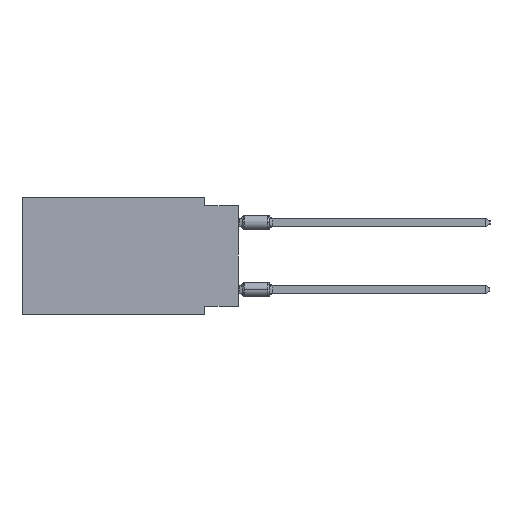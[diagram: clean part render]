
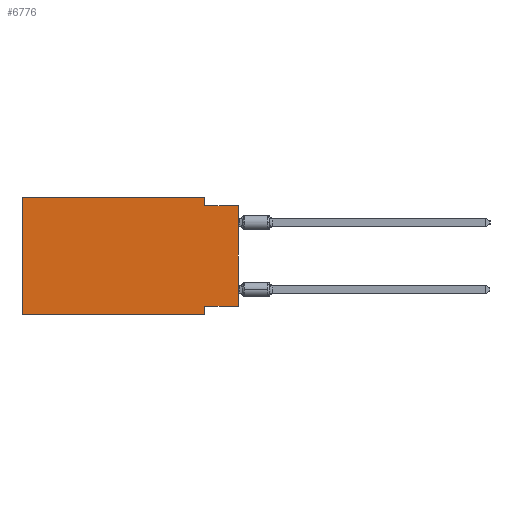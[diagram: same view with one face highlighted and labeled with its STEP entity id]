
A CAD part, left-side view. The second image highlights one B-rep face of the part: STEP entity #6776.
In plain terms, the highlighted planar face has unit normal (-1, 0, 0).
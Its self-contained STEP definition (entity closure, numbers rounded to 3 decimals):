
#1018 = VECTOR ( 'NONE', #2628, 1000. ) ;
#1226 = EDGE_CURVE ( 'NONE', #12800, #17603, #23528, .T. ) ;
#1380 = CARTESIAN_POINT ( 'NONE',  ( 0., 0., -0.635 ) ) ;
#1696 = LINE ( 'NONE', #4533, #6027 ) ;
#1863 = EDGE_CURVE ( 'NONE', #4853, #16973, #29744, .T. ) ;
#2463 = DIRECTION ( 'NONE',  ( 0., 0., 1. ) ) ;
#2628 = DIRECTION ( 'NONE',  ( 0., 0., -1. ) ) ;
#4533 = CARTESIAN_POINT ( 'NONE',  ( 0., 16.383, 0. ) ) ;
#4853 = VERTEX_POINT ( 'NONE', #32483 ) ;
#5418 = CARTESIAN_POINT ( 'NONE',  ( 0., 2.54, 0. ) ) ;
#5480 = VERTEX_POINT ( 'NONE', #17323 ) ;
#5920 = CARTESIAN_POINT ( 'NONE',  ( 0., 16.383, 0. ) ) ;
#6027 = VECTOR ( 'NONE', #12524, 1000. ) ;
#6451 = CARTESIAN_POINT ( 'NONE',  ( 0., 2.54, -8.89 ) ) ;
#6644 = DIRECTION ( 'NONE',  ( 0., 0., 1. ) ) ;
#6696 = DIRECTION ( 'NONE',  ( 0., 1., 0. ) ) ;
#6776 = ADVANCED_FACE ( 'NONE', ( #19836 ), #16478, .F. ) ;
#7591 = CARTESIAN_POINT ( 'NONE',  ( 0., 0., 0. ) ) ;
#7952 = LINE ( 'NONE', #7591, #19691 ) ;
#9844 = CARTESIAN_POINT ( 'NONE',  ( 0., 16.383, 0. ) ) ;
#11135 = DIRECTION ( 'NONE',  ( 0., 0., -1. ) ) ;
#11690 = VECTOR ( 'NONE', #17963, 1000. ) ;
#12524 = DIRECTION ( 'NONE',  ( 0., -1., 0. ) ) ;
#12620 = LINE ( 'NONE', #23633, #11690 ) ;
#12748 = LINE ( 'NONE', #21447, #1018 ) ;
#12800 = VERTEX_POINT ( 'NONE', #34742 ) ;
#14209 = EDGE_CURVE ( 'NONE', #16973, #25597, #12620, .T. ) ;
#14319 = ORIENTED_EDGE ( 'NONE', *, *, #20437, .F. ) ;
#16478 = PLANE ( 'NONE',  #26695 ) ;
#16602 = EDGE_CURVE ( 'NONE', #12800, #32948, #28143, .T. ) ;
#16973 = VERTEX_POINT ( 'NONE', #23433 ) ;
#17323 = CARTESIAN_POINT ( 'NONE',  ( 0., 0., -8.255 ) ) ;
#17566 = VECTOR ( 'NONE', #18212, 1000. ) ;
#17603 = VERTEX_POINT ( 'NONE', #6451 ) ;
#17893 = CARTESIAN_POINT ( 'NONE',  ( 0., 2.54, -8.255 ) ) ;
#17963 = DIRECTION ( 'NONE',  ( 0., -1., 0. ) ) ;
#18212 = DIRECTION ( 'NONE',  ( 0., -1., 0. ) ) ;
#18953 = ORIENTED_EDGE ( 'NONE', *, *, #1863, .F. ) ;
#19691 = VECTOR ( 'NONE', #2463, 1000. ) ;
#19836 = FACE_OUTER_BOUND ( 'NONE', #26939, .T. ) ;
#20017 = LINE ( 'NONE', #31032, #22204 ) ;
#20437 = EDGE_CURVE ( 'NONE', #32948, #4853, #1696, .T. ) ;
#20853 = CARTESIAN_POINT ( 'NONE',  ( 0., 16.383, -8.89 ) ) ;
#20854 = ORIENTED_EDGE ( 'NONE', *, *, #32145, .F. ) ;
#21447 = CARTESIAN_POINT ( 'NONE',  ( 0., 2.54, -8.89 ) ) ;
#21478 = ORIENTED_EDGE ( 'NONE', *, *, #14209, .F. ) ;
#21937 = DIRECTION ( 'NONE',  ( 0., 0., -1. ) ) ;
#21977 = EDGE_CURVE ( 'NONE', #25814, #17603, #12748, .T. ) ;
#22204 = VECTOR ( 'NONE', #6696, 1000. ) ;
#22990 = ORIENTED_EDGE ( 'NONE', *, *, #16602, .F. ) ;
#23109 = EDGE_CURVE ( 'NONE', #5480, #25597, #7952, .T. ) ;
#23433 = CARTESIAN_POINT ( 'NONE',  ( 0., 2.54, -0.635 ) ) ;
#23528 = LINE ( 'NONE', #20853, #17566 ) ;
#23633 = CARTESIAN_POINT ( 'NONE',  ( 0., 0., -0.635 ) ) ;
#24219 = ORIENTED_EDGE ( 'NONE', *, *, #23109, .T. ) ;
#24918 = ORIENTED_EDGE ( 'NONE', *, *, #1226, .T. ) ;
#25597 = VERTEX_POINT ( 'NONE', #1380 ) ;
#25814 = VERTEX_POINT ( 'NONE', #17893 ) ;
#26695 = AXIS2_PLACEMENT_3D ( 'NONE', #30488, #27305, #11135 ) ;
#26939 = EDGE_LOOP ( 'NONE', ( #24219, #21478, #18953, #14319, #22990, #24918, #34712, #20854 ) ) ;
#27245 = VECTOR ( 'NONE', #21937, 1000. ) ;
#27305 = DIRECTION ( 'NONE',  ( 1., 0., 0. ) ) ;
#28143 = LINE ( 'NONE', #9844, #32814 ) ;
#29744 = LINE ( 'NONE', #5418, #27245 ) ;
#30488 = CARTESIAN_POINT ( 'NONE',  ( 0., 16.383, 0. ) ) ;
#31032 = CARTESIAN_POINT ( 'NONE',  ( 0., 0., -8.255 ) ) ;
#32145 = EDGE_CURVE ( 'NONE', #5480, #25814, #20017, .T. ) ;
#32483 = CARTESIAN_POINT ( 'NONE',  ( 0., 2.54, 0. ) ) ;
#32814 = VECTOR ( 'NONE', #6644, 1000. ) ;
#32948 = VERTEX_POINT ( 'NONE', #5920 ) ;
#34712 = ORIENTED_EDGE ( 'NONE', *, *, #21977, .F. ) ;
#34742 = CARTESIAN_POINT ( 'NONE',  ( 0., 16.383, -8.89 ) ) ;
